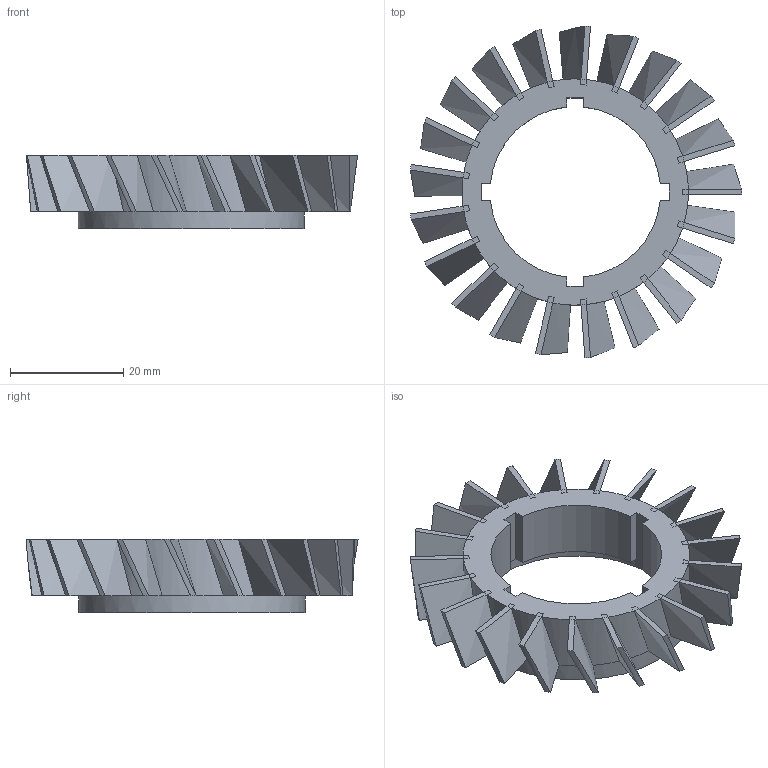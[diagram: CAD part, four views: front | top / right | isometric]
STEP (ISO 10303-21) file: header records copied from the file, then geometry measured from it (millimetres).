
FILE_DESCRIPTION(('FreeCAD Model'),'2;1');
FILE_NAME('Open CASCADE Shape Model','2024-05-12T17:22:11',('Author'),( ''),'Open CASCADE STEP processor 7.6','FreeCAD','Unknown');
FILE_SCHEMA(('AUTOMOTIVE_DESIGN { 1 0 10303 214 1 1 1 1 }'));
Length unit declared in the file: millimetre
Products named in the file (2): Compresor Fan-003; Body125
Assembly tree (1 placements, depth 2):
  Compresor Fan-003
    Body125
Bounding box: 58.54 x 58.7 x 13 mm (x, y, z)
Volume: 7802.6 mm3; surface area: 8475.4 mm2
Topology: 1 solids, 1 shells, 170 faces, 417 edges, 250 vertices
Faces by surface type: plane 78, bspline 42, cylinder 28, cone 22
Full cylindrical faces by diameter (mm): 36 x1, 40 x1
Entity records: 6196 total; most frequent: CARTESIAN_POINT 2531, ORIENTED_EDGE 834, DIRECTION 645, EDGE_CURVE 417, AXIS2_PLACEMENT_3D 269, VERTEX_POINT 250, FACE_BOUND 173, EDGE_LOOP 173
